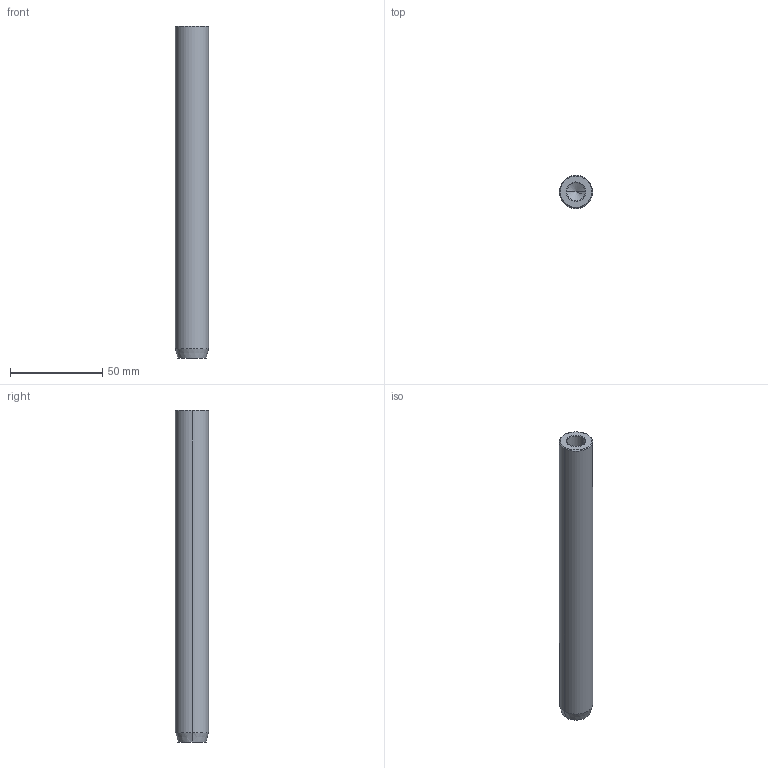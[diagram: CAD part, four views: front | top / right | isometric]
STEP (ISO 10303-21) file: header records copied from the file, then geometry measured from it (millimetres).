
FILE_DESCRIPTION (( 'STEP AP203' ), '1' );
FILE_NAME ('b666.STEP', '2024-01-02T17:28:12', ( '' ), ( '' ), 'SwSTEP 2.0', 'SolidWorks 2019', '' );
FILE_SCHEMA (( 'CONFIG_CONTROL_DESIGN' ));
Length unit declared in the file: millimetre
Products named in the file (1): b666
Bounding box: 18 x 18 x 180 mm (x, y, z)
Volume: 43786.6 mm3; surface area: 11346.8 mm2
Topology: 1 solids, 1 shells, 21 faces, 46 edges, 27 vertices
Faces by surface type: plane 9, cone 6, cylinder 4, torus 2
Entity records: 635 total; most frequent: DIRECTION 104, CARTESIAN_POINT 93, ORIENTED_EDGE 88, EDGE_CURVE 44, AXIS2_PLACEMENT_3D 38, VECTOR 28, LINE 28, VERTEX_POINT 27
